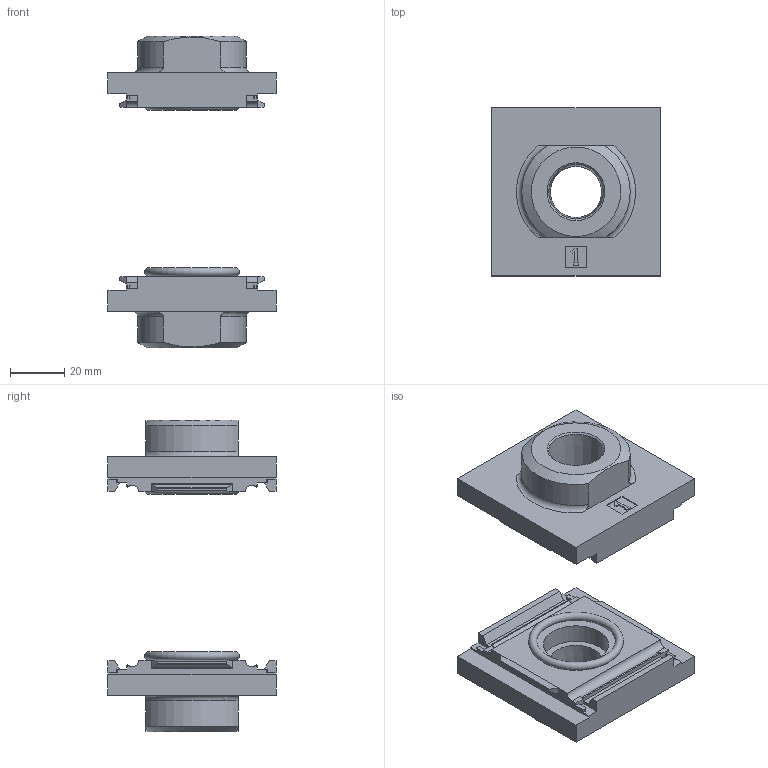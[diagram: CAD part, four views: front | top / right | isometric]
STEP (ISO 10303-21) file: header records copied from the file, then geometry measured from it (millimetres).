
FILE_DESCRIPTION(/* description */ ('STEP AP214'),/* implementation_level */ '2;1');
FILE_NAME(/* name */ '526078_MS6N-AQR',/* time_stamp */ '2024-09-10T20:19:13+02:00',/* author */ ('License CC BY-ND 4.0'),/* organization */ ('CADENAS'),/* preprocessor_version */ 'ST-DEVELOPER v19.3',/* originating_system */ 'PARTsolutions',/* authorisation */ ' ');
FILE_SCHEMA (('AUTOMOTIVE_DESIGN {1 0 10303 214 3 1 1}'));
Length unit declared in the file: millimetre
Products named in the file (4): 526078 MS6N-AQR; 526078 MS6N-AQR-Z---(100pr); 327382 B-29x3-N-NBR75; 526078 MS6N-AQR---(100pr)
Assembly tree (4 placements, depth 2):
  526078 MS6N-AQR
    526078 MS6N-AQR-Z---(100pr)
    327382 B-29x3-N-NBR75  x2
    526078 MS6N-AQR---(100pr)
Bounding box: 62 x 62 x 115 mm (x, y, z)
Volume: 100522.5 mm3; surface area: 30039.8 mm2
Topology: 4 solids, 4 shells, 211 faces, 579 edges, 382 vertices
Faces by surface type: plane 154, cylinder 45, torus 6, cone 6
Full cylindrical faces by diameter (mm): 24 x2, 27.5 x1, 34.6 x1
Entity records: 6715 total; most frequent: CARTESIAN_POINT 1233, ORIENTED_EDGE 1126, DIRECTION 1091, EDGE_CURVE 563, LINE 441, VECTOR 441, VERTEX_POINT 379, AXIS2_PLACEMENT_3D 325
